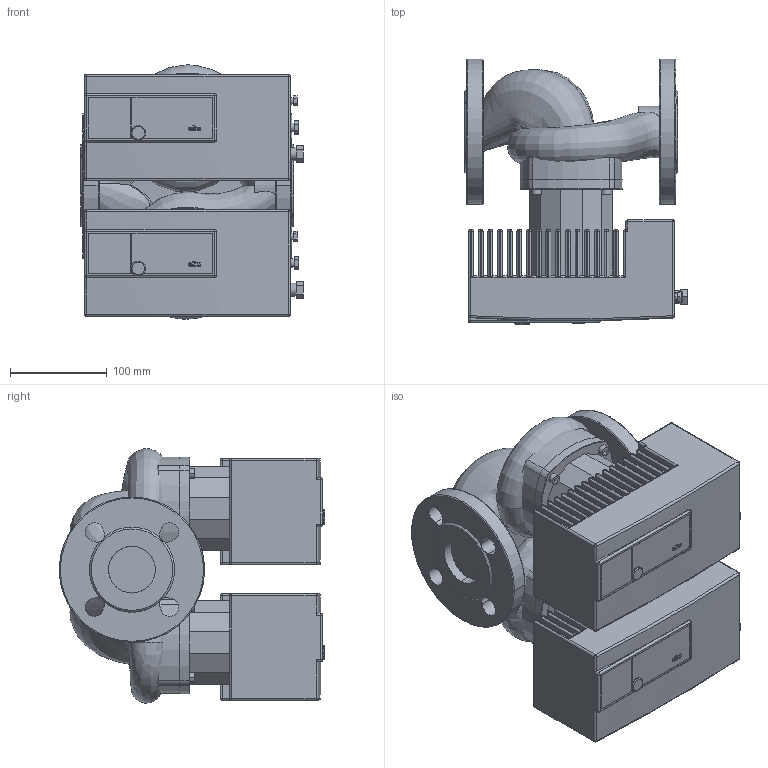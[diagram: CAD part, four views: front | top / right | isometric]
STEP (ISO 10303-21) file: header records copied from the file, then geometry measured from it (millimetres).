
FILE_DESCRIPTION((''),'2;1');
FILE_NAME('3d_Stratos-ZD40_1-8-2090479.stp','2017-09-29T08:30:35',(''),(''),'Mechanical Desktop 2009','Mechanical Desktop 2009',', , ');
FILE_SCHEMA(('CONFIG_CONTROL_DESIGN'));
Length unit declared in the file: millimetre
Products named in the file (1): Product
Bounding box: 230 x 274 x 262.62 mm (x, y, z)
Volume: 7591887.8 mm3; surface area: 924979.1 mm2
Topology: 23 solids, 23 shells, 1161 faces, 2902 edges, 1659 vertices
Faces by surface type: cylinder 451, plane 426, sphere 156, bspline 82, cone 34, torus 12
Full cylindrical faces by diameter (mm): 53.3 x1
Entity records: 46056 total; most frequent: CARTESIAN_POINT 19262, DIRECTION 5634, ORIENTED_EDGE 5492, EDGE_CURVE 2746, AXIS2_PLACEMENT_3D 1990, VERTEX_POINT 1659, VECTOR 1654, LINE 1654
